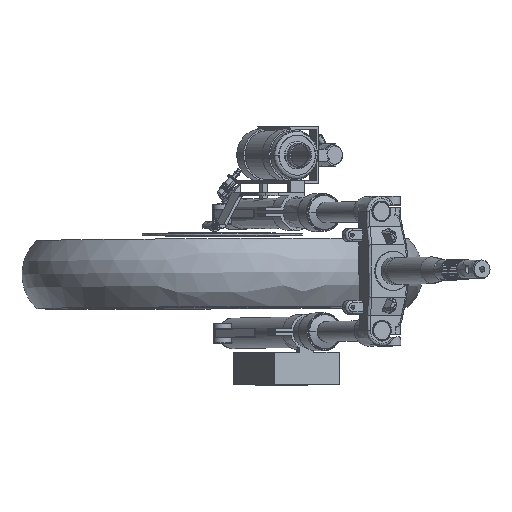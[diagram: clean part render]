
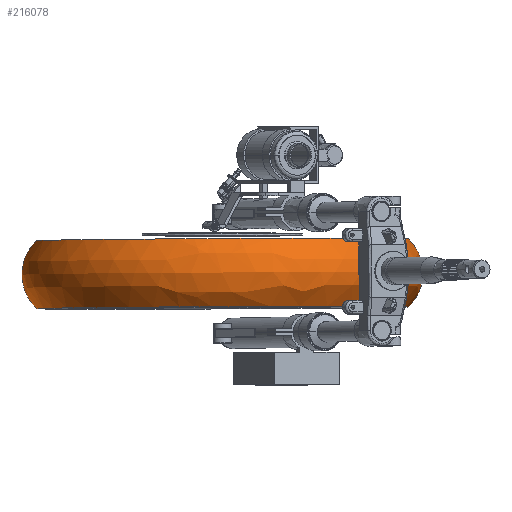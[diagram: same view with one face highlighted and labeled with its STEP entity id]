
A CAD part, top view. The second image highlights one B-rep face of the part: STEP entity #216078.
In plain terms, the highlighted free-form (B-spline) face has degree [2, 2] with [5, 3] control points.
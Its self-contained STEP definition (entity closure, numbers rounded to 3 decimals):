
#216040 = VERTEX_POINT('',#216041);
#216041 = CARTESIAN_POINT('',(-1356.169,-82.455,
    -154.038));
#216047 = EDGE_CURVE('',#216048,#216040,#216050,.T.);
#216048 = VERTEX_POINT('',#216049);
#216049 = CARTESIAN_POINT('',(-1191.497,-80.675,
    56.057));
#216050 = ( BOUNDED_CURVE() B_SPLINE_CURVE(2,(#216051,#216052,#216053),
.UNSPECIFIED.,.F.,.F.) B_SPLINE_CURVE_WITH_KNOTS((3,3),(3.142,
4.479),.PIECEWISE_BEZIER_KNOTS.) CURVE() 
GEOMETRIC_REPRESENTATION_ITEM() RATIONAL_B_SPLINE_CURVE((1.,
0.785,1.)) REPRESENTATION_ITEM('') );
#216051 = CARTESIAN_POINT('',(-1191.497,-80.675,
    56.057));
#216052 = CARTESIAN_POINT('',(-1356.853,-81.685,
    16.082));
#216053 = CARTESIAN_POINT('',(-1356.169,-82.455,
    -154.038));
#216078 = ADVANCED_FACE('',(#216079),#216120,.T.);
#216079 = FACE_BOUND('',#216080,.T.);
#216080 = EDGE_LOOP('',(#216081,#216091,#216097,#216098,#216106,#216114)
  );
#216081 = ORIENTED_EDGE('',*,*,#216082,.T.);
#216082 = EDGE_CURVE('',#216083,#216085,#216087,.T.);
#216083 = VERTEX_POINT('',#216084);
#216084 = CARTESIAN_POINT('',(-1191.892,-1.915,
    55.699));
#216085 = VERTEX_POINT('',#216086);
#216086 = CARTESIAN_POINT('',(-1356.564,-3.694,
    -154.396));
#216087 = ( BOUNDED_CURVE() B_SPLINE_CURVE(2,(#216088,#216089,#216090),
.UNSPECIFIED.,.F.,.F.) B_SPLINE_CURVE_WITH_KNOTS((3,3),(3.142,
4.479),.PIECEWISE_BEZIER_KNOTS.) CURVE() 
GEOMETRIC_REPRESENTATION_ITEM() RATIONAL_B_SPLINE_CURVE((1.,
0.785,1.)) REPRESENTATION_ITEM('') );
#216088 = CARTESIAN_POINT('',(-1191.892,-1.915,
    55.699));
#216089 = CARTESIAN_POINT('',(-1357.248,-2.925,
    15.724));
#216090 = CARTESIAN_POINT('',(-1356.564,-3.694,
    -154.396));
#216091 = ORIENTED_EDGE('',*,*,#216092,.T.);
#216092 = EDGE_CURVE('',#216085,#216040,#216093,.T.);
#216093 = ( BOUNDED_CURVE() B_SPLINE_CURVE(2,(#216094,#216095,#216096),
.UNSPECIFIED.,.F.,.F.) B_SPLINE_CURVE_WITH_KNOTS((3,3),(3.908,
5.526),.PIECEWISE_BEZIER_KNOTS.) CURVE() 
GEOMETRIC_REPRESENTATION_ITEM() RATIONAL_B_SPLINE_CURVE((1.,
0.69,1.)) REPRESENTATION_ITEM('') );
#216094 = CARTESIAN_POINT('',(-1356.564,-3.694,
    -154.396));
#216095 = CARTESIAN_POINT('',(-1397.651,-43.282,
    -154.382));
#216096 = CARTESIAN_POINT('',(-1356.169,-82.455,
    -154.038));
#216097 = ORIENTED_EDGE('',*,*,#216047,.F.);
#216098 = ORIENTED_EDGE('',*,*,#216099,.F.);
#216099 = EDGE_CURVE('',#216100,#216048,#216102,.T.);
#216100 = VERTEX_POINT('',#216101);
#216101 = CARTESIAN_POINT('',(-925.65,-80.29,
    -152.317));
#216102 = ( BOUNDED_CURVE() B_SPLINE_CURVE(2,(#216103,#216104,#216105),
.UNSPECIFIED.,.F.,.F.) B_SPLINE_CURVE_WITH_KNOTS((3,3),(1.338,
3.142),.PIECEWISE_BEZIER_KNOTS.) CURVE() 
GEOMETRIC_REPRESENTATION_ITEM() RATIONAL_B_SPLINE_CURVE((1.,
0.62,1.)) REPRESENTATION_ITEM('') );
#216103 = CARTESIAN_POINT('',(-925.65,-80.29,
    -152.317));
#216104 = CARTESIAN_POINT('',(-926.745,-79.058,
    120.062));
#216105 = CARTESIAN_POINT('',(-1191.497,-80.675,
    56.057));
#216106 = ORIENTED_EDGE('',*,*,#216107,.F.);
#216107 = EDGE_CURVE('',#216108,#216100,#216110,.T.);
#216108 = VERTEX_POINT('',#216109);
#216109 = CARTESIAN_POINT('',(-926.044,-1.529,
    -152.675));
#216110 = ( BOUNDED_CURVE() B_SPLINE_CURVE(2,(#216111,#216112,#216113),
.UNSPECIFIED.,.F.,.F.) B_SPLINE_CURVE_WITH_KNOTS((3,3),(0.757,
2.375),.PIECEWISE_BEZIER_KNOTS.) CURVE() 
GEOMETRIC_REPRESENTATION_ITEM() RATIONAL_B_SPLINE_CURVE((1.,
0.69,1.)) REPRESENTATION_ITEM('') );
#216111 = CARTESIAN_POINT('',(-926.044,-1.529,
    -152.675));
#216112 = CARTESIAN_POINT('',(-884.563,-40.702,
    -152.331));
#216113 = CARTESIAN_POINT('',(-925.65,-80.29,
    -152.317));
#216114 = ORIENTED_EDGE('',*,*,#216115,.T.);
#216115 = EDGE_CURVE('',#216108,#216083,#216116,.T.);
#216116 = ( BOUNDED_CURVE() B_SPLINE_CURVE(2,(#216117,#216118,#216119),
.UNSPECIFIED.,.F.,.F.) B_SPLINE_CURVE_WITH_KNOTS((3,3),(1.338,
3.142),.PIECEWISE_BEZIER_KNOTS.) CURVE() 
GEOMETRIC_REPRESENTATION_ITEM() RATIONAL_B_SPLINE_CURVE((1.,
0.62,1.)) REPRESENTATION_ITEM('') );
#216117 = CARTESIAN_POINT('',(-926.044,-1.529,
    -152.675));
#216118 = CARTESIAN_POINT('',(-927.139,-0.297,
    119.704));
#216119 = CARTESIAN_POINT('',(-1191.892,-1.915,
    55.699));
#216120 = ( BOUNDED_SURFACE() B_SPLINE_SURFACE(2,2,(
    (#216121,#216122,#216123)
    ,(#216124,#216125,#216126)
    ,(#216127,#216128,#216129)
    ,(#216130,#216131,#216132)
    ,(#216133,#216134,#216135
)),.UNSPECIFIED.,.F.,.F.,.F.) B_SPLINE_SURFACE_WITH_KNOTS((3,2,3),(3,3),
  (0.,1.571,3.142),(5.474,7.092),
.PIECEWISE_BEZIER_KNOTS.) GEOMETRIC_REPRESENTATION_ITEM() 
RATIONAL_B_SPLINE_SURFACE((
    (1.,0.69,1.)
    ,(0.707,0.488,0.707)
    ,(1.,0.69,1.)
    ,(0.707,0.488,0.707)
,(1.,0.69,1.))) REPRESENTATION_ITEM('') SURFACE() );
#216121 = CARTESIAN_POINT('',(-926.044,-1.529,
    -152.675));
#216122 = CARTESIAN_POINT('',(-884.563,-40.702,
    -152.331));
#216123 = CARTESIAN_POINT('',(-925.65,-80.29,
    -152.317));
#216124 = CARTESIAN_POINT('',(-926.91,-0.556,
    62.585));
#216125 = CARTESIAN_POINT('',(-885.594,-39.542,
    104.214));
#216126 = CARTESIAN_POINT('',(-926.515,-79.316,
    62.943));
#216127 = CARTESIAN_POINT('',(-1142.169,-1.638,
    61.725));
#216128 = CARTESIAN_POINT('',(-1142.138,-40.832,
    103.188));
#216129 = CARTESIAN_POINT('',(-1141.775,-80.399,
    62.083));
#216130 = CARTESIAN_POINT('',(-1357.429,-2.721,
    60.865));
#216131 = CARTESIAN_POINT('',(-1398.682,-42.122,
    102.163));
#216132 = CARTESIAN_POINT('',(-1357.035,-81.481,
    61.222));
#216133 = CARTESIAN_POINT('',(-1356.564,-3.694,
    -154.396));
#216134 = CARTESIAN_POINT('',(-1397.651,-43.282,
    -154.382));
#216135 = CARTESIAN_POINT('',(-1356.169,-82.455,
    -154.038));
